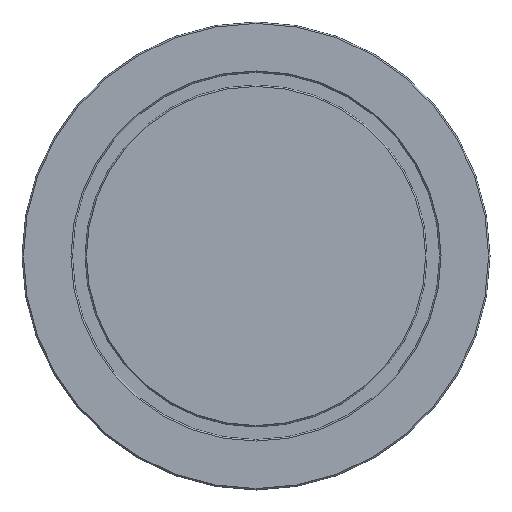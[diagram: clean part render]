
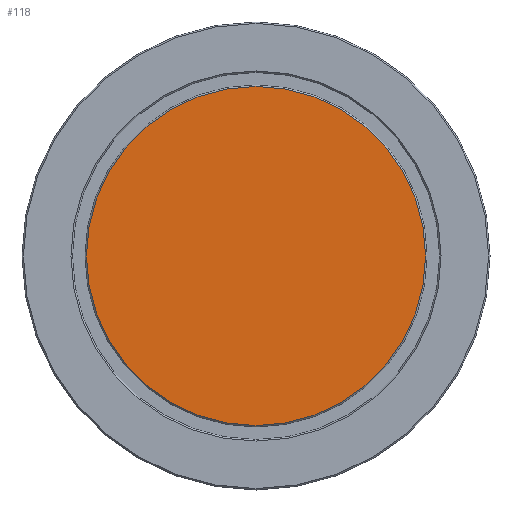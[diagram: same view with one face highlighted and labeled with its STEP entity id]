
A CAD part, front view. The second image highlights one B-rep face of the part: STEP entity #118.
In plain terms, the highlighted planar face has unit normal (0, -1, 0).
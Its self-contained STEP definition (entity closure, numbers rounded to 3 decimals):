
#1 = VERTEX_POINT ( 'NONE', #292 ) ;
#118 = ADVANCED_FACE ( 'NONE', ( #499 ), #523, .T. ) ;
#123 = EDGE_LOOP ( 'NONE', ( #310, #406 ) ) ;
#230 = VERTEX_POINT ( 'NONE', #728 ) ;
#232 = EDGE_CURVE ( 'NONE', #230, #1, #737, .T. ) ;
#292 = CARTESIAN_POINT ( 'NONE',  ( 0., 0., 47.1 ) ) ;
#310 = ORIENTED_EDGE ( 'NONE', *, *, #382, .T. ) ;
#382 = EDGE_CURVE ( 'NONE', #1, #230, #697, .T. ) ;
#406 = ORIENTED_EDGE ( 'NONE', *, *, #232, .T. ) ;
#499 = FACE_OUTER_BOUND ( 'NONE', #123, .T. ) ;
#505 = AXIS2_PLACEMENT_3D ( 'NONE', #621, #620, #619 ) ;
#523 = PLANE ( 'NONE',  #505 ) ;
#619 = DIRECTION ( 'NONE',  ( 0., 0., -1. ) ) ;
#620 = DIRECTION ( 'NONE',  ( 0., -1., 0. ) ) ;
#621 = CARTESIAN_POINT ( 'NONE',  ( 0., 0., 0. ) ) ;
#694 = DIRECTION ( 'NONE',  ( 0., 0., -1. ) ) ;
#695 = DIRECTION ( 'NONE',  ( 0., -1., 0. ) ) ;
#696 = AXIS2_PLACEMENT_3D ( 'NONE', #705, #695, #694 ) ;
#697 = CIRCLE ( 'NONE', #696, 47.1 ) ;
#705 = CARTESIAN_POINT ( 'NONE',  ( 0., 0., 0. ) ) ;
#717 = DIRECTION ( 'NONE',  ( 0., 0., -1. ) ) ;
#718 = DIRECTION ( 'NONE',  ( 0., -1., 0. ) ) ;
#719 = CARTESIAN_POINT ( 'NONE',  ( 0., 0., 0. ) ) ;
#728 = CARTESIAN_POINT ( 'NONE',  ( 0., 0., -47.1 ) ) ;
#737 = CIRCLE ( 'NONE', #875, 47.1 ) ;
#875 = AXIS2_PLACEMENT_3D ( 'NONE', #719, #718, #717 ) ;
